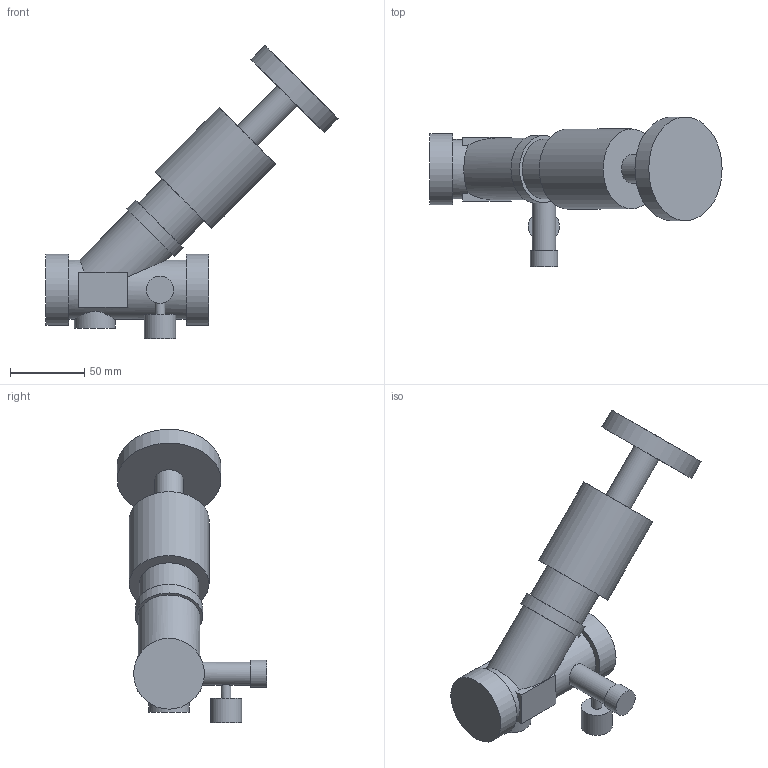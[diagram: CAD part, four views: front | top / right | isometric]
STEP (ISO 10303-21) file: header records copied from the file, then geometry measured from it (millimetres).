
FILE_DESCRIPTION(/* description */ ('STEP AP203'),/* implementation_level */ '2;1');
FILE_NAME(/* name */ '0781G032CH',/* time_stamp */ '2024-03-19T17:40:28+01:00',/* author */ ('License CC BY-ND 4.0'),/* organization */ ('CADENAS'),/* preprocessor_version */ 'ST-DEVELOPER v19.3',/* originating_system */ 'PARTsolutions',/* authorisation */ ' ');
FILE_SCHEMA (('CONFIG_CONTROL_DESIGN'));
Length unit declared in the file: millimetre
Products named in the file (1): 0781G032CH
Bounding box: 197.25 x 101 x 198 mm (x, y, z)
Volume: 465292.2 mm3; surface area: 58173.6 mm2
Topology: 1 solids, 1 shells, 39 faces, 74 edges, 49 vertices
Faces by surface type: plane 25, cylinder 14
Full cylindrical faces by diameter (mm): 6.579 x1, 15.788 x1, 18.42 x1, 19.121 x1, 21.051 x1, 27.5 x1, 40.155 x2, 41.589 x1, 45.413 x1, 47.803 x2, 54.017 x1, 70 x1
Entity records: 1006 total; most frequent: CARTESIAN_POINT 231, DIRECTION 164, ORIENTED_EDGE 114, AXIS2_PLACEMENT_3D 72, EDGE_LOOP 66, FACE_BOUND 66, EDGE_CURVE 57, VERTEX_POINT 47
